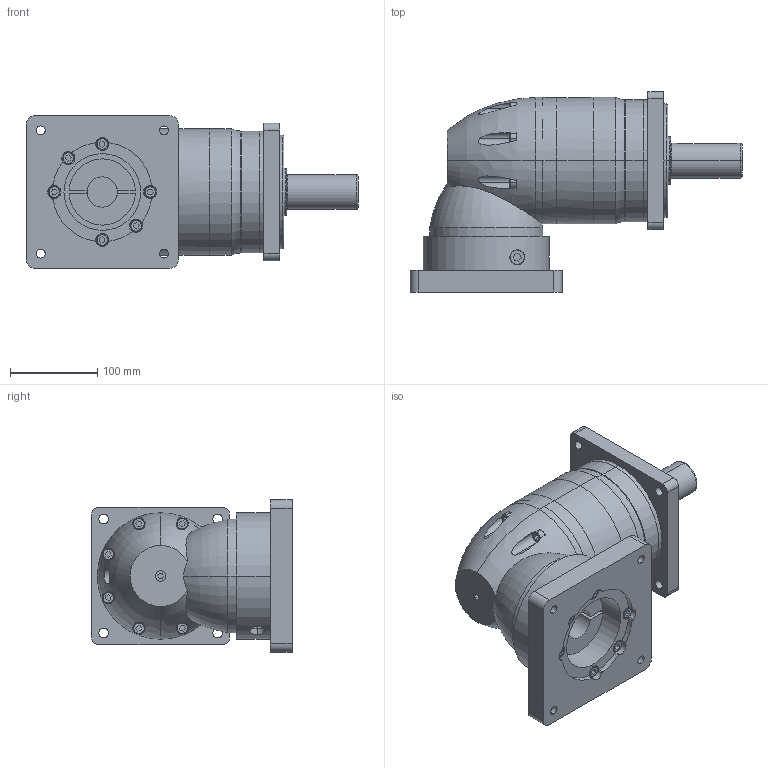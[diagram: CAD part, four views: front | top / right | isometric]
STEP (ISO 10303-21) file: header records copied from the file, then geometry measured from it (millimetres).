
FILE_DESCRIPTION (( 'STEP AP203' ), '1' );
FILE_NAME ('PZF160B-L2£¨35-79 114.3-3 4-13.5-200£©.STEP', '2022-06-11T01:01:37', ( '' ), ( '' ), 'SwSTEP 2.0', 'SolidWorks 2021', '' );
FILE_SCHEMA (( 'CONFIG_CONTROL_DESIGN' ));
Length unit declared in the file: millimetre
Products named in the file (1): PZF160B-L2（35-79 114.3-3 4-13.5-200）
Bounding box: 381 x 230 x 175 mm (x, y, z)
Volume: 5401094.7 mm3; surface area: 341911.7 mm2
Topology: 2 solids, 2 shells, 555 faces, 1310 edges, 845 vertices
Faces by surface type: plane 294, cylinder 192, torus 65, cone 4
Entity records: 17020 total; most frequent: CARTESIAN_POINT 3673, DIRECTION 2925, ORIENTED_EDGE 2616, EDGE_CURVE 1308, AXIS2_PLACEMENT_3D 1091, VERTEX_POINT 845, LINE 743, VECTOR 743
